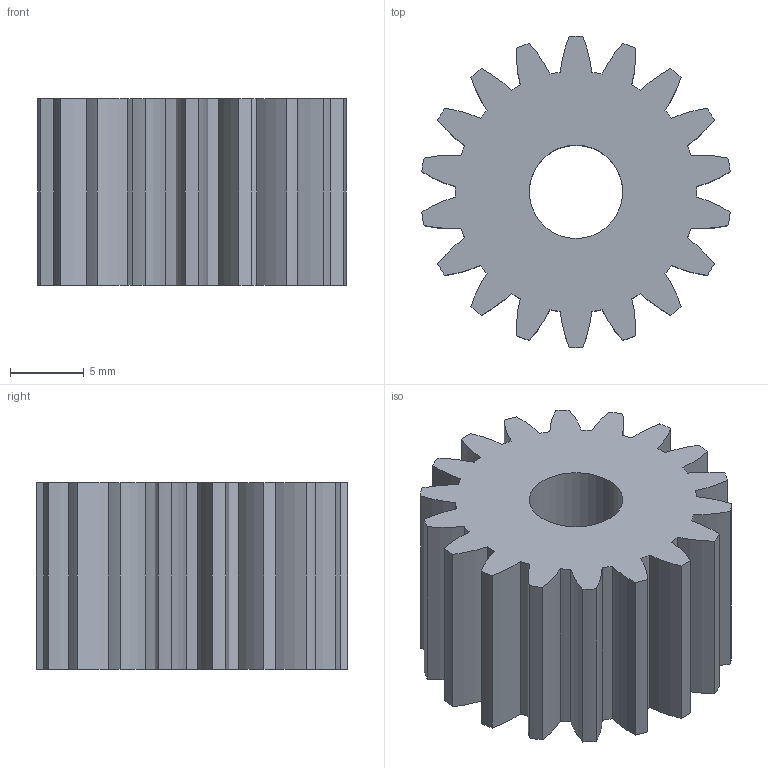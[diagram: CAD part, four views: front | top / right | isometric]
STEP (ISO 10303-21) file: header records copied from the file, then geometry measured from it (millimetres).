
FILE_DESCRIPTION(/* description */ (''),/* implementation_level */ '2;1');
FILE_NAME(/* name */ 'clawGear.stp',/* time_stamp */ '2025-05-03T12:39:37-04:00',/* author */ ('Designer'),/* organization */ (''),/* preprocessor_version */ 'ST-DEVELOPER v20',/* originating_system */ 'Autodesk Inventor 2024',/* authorisation */ '');
FILE_SCHEMA (('AUTOMOTIVE_DESIGN { 1 0 10303 214 3 1 1 }'));
Length unit declared in the file: inch
Products named in the file (1): Spur Gear1
Bounding box: 20.99 x 21.16 x 12.7 mm (x, y, z)
Volume: 3189.2 mm3; surface area: 2285.2 mm2
Topology: 1 solids, 1 shells, 75 faces, 219 edges, 146 vertices
Faces by surface type: cylinder 73, plane 2
Full cylindrical faces by diameter (mm): 6.35 x1
Entity records: 2628 total; most frequent: DIRECTION 517, CARTESIAN_POINT 441, ORIENTED_EDGE 438, AXIS2_PLACEMENT_3D 222, EDGE_CURVE 219, CIRCLE 146, VERTEX_POINT 146, EDGE_LOOP 77
